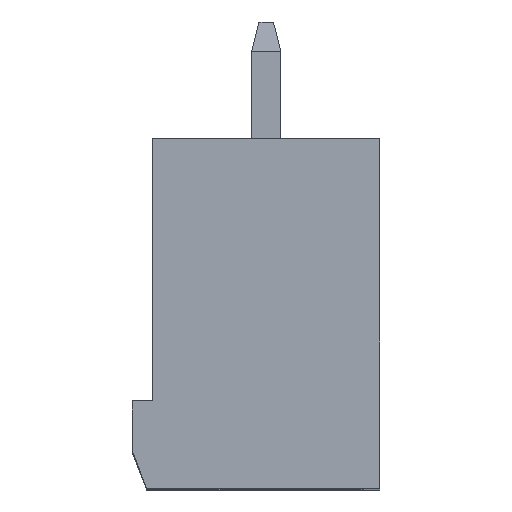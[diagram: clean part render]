
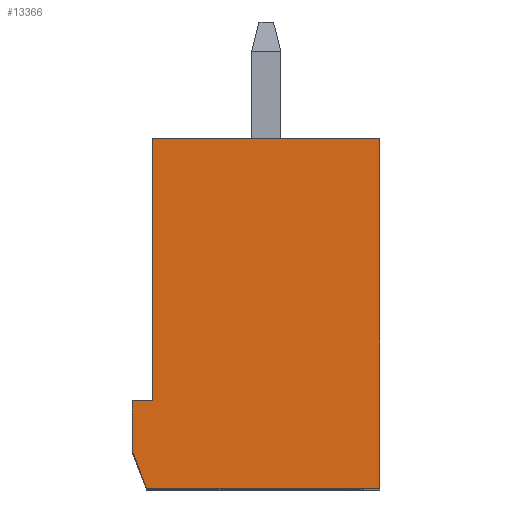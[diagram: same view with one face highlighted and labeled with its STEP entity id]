
A CAD part, top view. The second image highlights one B-rep face of the part: STEP entity #13366.
In plain terms, the highlighted planar face has unit normal (0, 0, 1).
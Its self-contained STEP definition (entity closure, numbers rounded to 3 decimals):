
#28=DIRECTION('',(0.,-1.,0.));
#29=VECTOR('',#28,1.7);
#30=CARTESIAN_POINT('',(-4.6,3.,31.18));
#31=LINE('',#30,#29);
#52=DIRECTION('',(-1.,0.,0.));
#53=VECTOR('',#52,0.7);
#54=CARTESIAN_POINT('',(-3.9,3.,31.18));
#55=LINE('',#54,#53);
#64=DIRECTION('',(0.,-1.,0.));
#65=VECTOR('',#64,9.);
#66=CARTESIAN_POINT('',(-3.9,12.,31.18));
#67=LINE('',#66,#65);
#80=DIRECTION('',(-1.,0.,0.));
#81=VECTOR('',#80,7.8);
#82=CARTESIAN_POINT('',(3.9,12.,31.18));
#83=LINE('',#82,#81);
#112=DIRECTION('',(0.,1.,0.));
#113=VECTOR('',#112,12.);
#114=CARTESIAN_POINT('',(3.9,0.,31.18));
#115=LINE('',#114,#113);
#229=DIRECTION('',(1.,0.,0.));
#230=VECTOR('',#229,8.);
#231=CARTESIAN_POINT('',(-4.1,0.,31.18));
#232=LINE('',#231,#230);
#4295=DIRECTION('',(-0.359,0.933,0.));
#4296=VECTOR('',#4295,1.393);
#4297=CARTESIAN_POINT('',(-4.1,0.,31.18));
#4298=LINE('',#4297,#4296);
#6506=CARTESIAN_POINT('',(-4.1,0.,31.18));
#6507=VERTEX_POINT('',#6506);
#6508=CARTESIAN_POINT('',(3.9,0.,31.18));
#6509=VERTEX_POINT('',#6508);
#6510=CARTESIAN_POINT('',(-4.6,1.3,31.18));
#6511=VERTEX_POINT('',#6510);
#6512=CARTESIAN_POINT('',(3.9,12.,31.18));
#6513=VERTEX_POINT('',#6512);
#6514=CARTESIAN_POINT('',(-3.9,12.,31.18));
#6515=VERTEX_POINT('',#6514);
#6516=CARTESIAN_POINT('',(-4.6,3.,31.18));
#6517=VERTEX_POINT('',#6516);
#6518=CARTESIAN_POINT('',(-3.9,3.,31.18));
#6519=VERTEX_POINT('',#6518);
#13352=CARTESIAN_POINT('',(0.,0.,31.18));
#13353=DIRECTION('',(0.,0.,-1.));
#13354=DIRECTION('',(-1.,0.,0.));
#13355=AXIS2_PLACEMENT_3D('',#13352,#13353,#13354);
#13356=PLANE('',#13355);
#13357=ORIENTED_EDGE('',*,*,#7472,.F.);
#13358=ORIENTED_EDGE('',*,*,#13345,.T.);
#13359=ORIENTED_EDGE('',*,*,#7273,.F.);
#13360=ORIENTED_EDGE('',*,*,#7312,.F.);
#13361=ORIENTED_EDGE('',*,*,#7327,.F.);
#13362=ORIENTED_EDGE('',*,*,#7350,.F.);
#13363=ORIENTED_EDGE('',*,*,#7405,.F.);
#13364=EDGE_LOOP('',(#13357,#13358,#13359,#13360,#13361,#13362,#13363));
#13365=FACE_OUTER_BOUND('',#13364,.F.);
#13366=ADVANCED_FACE('',(#13365),#13356,.F.);
#7273=EDGE_CURVE('',#6517,#6511,#31,.T.);
#7312=EDGE_CURVE('',#6519,#6517,#55,.T.);
#7327=EDGE_CURVE('',#6515,#6519,#67,.T.);
#7350=EDGE_CURVE('',#6513,#6515,#83,.T.);
#7405=EDGE_CURVE('',#6509,#6513,#115,.T.);
#7472=EDGE_CURVE('',#6507,#6509,#232,.T.);
#13345=EDGE_CURVE('',#6507,#6511,#4298,.T.);
